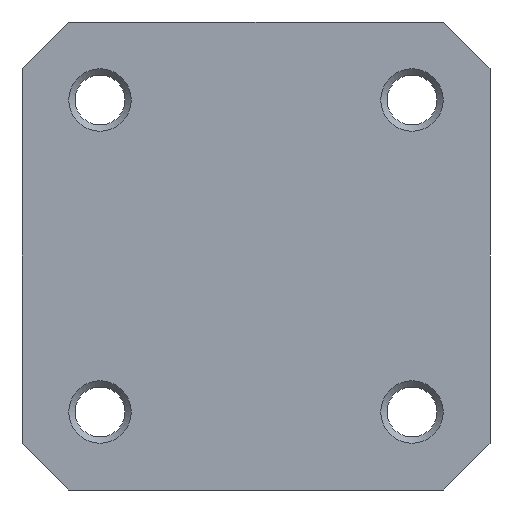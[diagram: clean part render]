
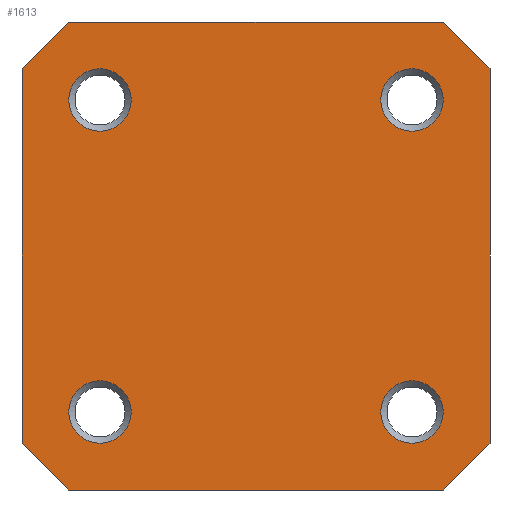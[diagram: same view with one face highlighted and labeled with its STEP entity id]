
A CAD part, left-side view. The second image highlights one B-rep face of the part: STEP entity #1613.
In plain terms, the highlighted planar face has unit normal (-1, 0, 0).
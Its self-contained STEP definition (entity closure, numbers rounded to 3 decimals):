
#20=FACE_BOUND('',#248,.T.);
#21=FACE_BOUND('',#249,.T.);
#22=FACE_BOUND('',#250,.T.);
#23=FACE_BOUND('',#251,.T.);
#50=CIRCLE('',#1695,2.);
#53=CIRCLE('',#1700,2.);
#68=CIRCLE('',#1737,2.);
#70=CIRCLE('',#1740,2.);
#154=FACE_OUTER_BOUND('',#247,.T.);
#247=EDGE_LOOP('',(#1327,#1328,#1329,#1330,#1331,#1332,#1333,#1334));
#248=EDGE_LOOP('',(#1335));
#249=EDGE_LOOP('',(#1336));
#250=EDGE_LOOP('',(#1337));
#251=EDGE_LOOP('',(#1338));
#387=LINE('',#2465,#575);
#389=LINE('',#2469,#577);
#402=LINE('',#2492,#590);
#426=LINE('',#2561,#614);
#427=LINE('',#2563,#615);
#428=LINE('',#2565,#616);
#429=LINE('',#2566,#617);
#430=LINE('',#2567,#618);
#575=VECTOR('',#1998,10.);
#577=VECTOR('',#2002,10.);
#590=VECTOR('',#2017,10.);
#614=VECTOR('',#2091,10.);
#615=VECTOR('',#2092,10.);
#616=VECTOR('',#2093,10.);
#617=VECTOR('',#2094,10.);
#618=VECTOR('',#2095,10.);
#728=VERTEX_POINT('',#2425);
#731=VERTEX_POINT('',#2435);
#740=VERTEX_POINT('',#2462);
#741=VERTEX_POINT('',#2464);
#742=VERTEX_POINT('',#2468);
#751=VERTEX_POINT('',#2491);
#768=VERTEX_POINT('',#2553);
#770=VERTEX_POINT('',#2559);
#771=VERTEX_POINT('',#2560);
#772=VERTEX_POINT('',#2562);
#773=VERTEX_POINT('',#2564);
#774=VERTEX_POINT('',#2568);
#903=EDGE_CURVE('',#728,#728,#50,.T.);
#908=EDGE_CURVE('',#731,#731,#53,.T.);
#921=EDGE_CURVE('',#741,#740,#387,.T.);
#923=EDGE_CURVE('',#742,#741,#389,.T.);
#936=EDGE_CURVE('',#751,#742,#402,.T.);
#967=EDGE_CURVE('',#768,#768,#68,.T.);
#970=EDGE_CURVE('',#770,#771,#426,.T.);
#971=EDGE_CURVE('',#772,#770,#427,.T.);
#972=EDGE_CURVE('',#773,#772,#428,.T.);
#973=EDGE_CURVE('',#751,#773,#429,.T.);
#974=EDGE_CURVE('',#740,#771,#430,.T.);
#975=EDGE_CURVE('',#774,#774,#70,.T.);
#1327=ORIENTED_EDGE('',*,*,#970,.F.);
#1328=ORIENTED_EDGE('',*,*,#971,.F.);
#1329=ORIENTED_EDGE('',*,*,#972,.F.);
#1330=ORIENTED_EDGE('',*,*,#973,.F.);
#1331=ORIENTED_EDGE('',*,*,#936,.T.);
#1332=ORIENTED_EDGE('',*,*,#923,.T.);
#1333=ORIENTED_EDGE('',*,*,#921,.T.);
#1334=ORIENTED_EDGE('',*,*,#974,.T.);
#1335=ORIENTED_EDGE('',*,*,#903,.T.);
#1336=ORIENTED_EDGE('',*,*,#908,.T.);
#1337=ORIENTED_EDGE('',*,*,#975,.F.);
#1338=ORIENTED_EDGE('',*,*,#967,.F.);
#1535=PLANE('',#1739);
#1613=ADVANCED_FACE('',(#154,#20,#21,#22,#23),#1535,.T.);
#1695=AXIS2_PLACEMENT_3D('',#2426,#1954,#1955);
#1700=AXIS2_PLACEMENT_3D('',#2436,#1966,#1967);
#1737=AXIS2_PLACEMENT_3D('',#2554,#2084,#2085);
#1739=AXIS2_PLACEMENT_3D('',#2558,#2089,#2090);
#1740=AXIS2_PLACEMENT_3D('',#2569,#2096,#2097);
#1954=DIRECTION('center_axis',(1.,0.,0.));
#1955=DIRECTION('ref_axis',(0.,1.,0.));
#1966=DIRECTION('center_axis',(1.,0.,0.));
#1967=DIRECTION('ref_axis',(0.,1.,0.));
#1998=DIRECTION('',(0.,-0.707,0.707));
#2002=DIRECTION('',(0.,-1.,0.));
#2017=DIRECTION('',(0.,-0.707,-0.707));
#2084=DIRECTION('center_axis',(-1.,0.,0.));
#2085=DIRECTION('ref_axis',(0.,1.,0.));
#2089=DIRECTION('center_axis',(-1.,0.,0.));
#2090=DIRECTION('ref_axis',(0.,-1.,0.));
#2091=DIRECTION('',(0.,-0.707,-0.707));
#2092=DIRECTION('',(0.,-1.,0.));
#2093=DIRECTION('',(0.,-0.707,0.707));
#2094=DIRECTION('',(0.,0.,1.));
#2095=DIRECTION('',(0.,0.,1.));
#2096=DIRECTION('center_axis',(-1.,0.,0.));
#2097=DIRECTION('ref_axis',(0.,1.,0.));
#2425=CARTESIAN_POINT('',(0.,8.,-10.));
#2426=CARTESIAN_POINT('Origin',(0.,10.,-10.));
#2435=CARTESIAN_POINT('',(0.,-12.,-10.));
#2436=CARTESIAN_POINT('Origin',(0.,-10.,-10.));
#2462=CARTESIAN_POINT('',(0.,-15.,-12.));
#2464=CARTESIAN_POINT('',(0.,-12.,-15.));
#2465=CARTESIAN_POINT('',(0.,-9.75,-17.25));
#2468=CARTESIAN_POINT('',(0.,12.,-15.));
#2469=CARTESIAN_POINT('',(0.,-15.,-15.));
#2491=CARTESIAN_POINT('',(0.,15.,-12.));
#2492=CARTESIAN_POINT('',(0.,17.25,-9.75));
#2553=CARTESIAN_POINT('',(0.,8.,10.));
#2554=CARTESIAN_POINT('Origin',(0.,10.,10.));
#2558=CARTESIAN_POINT('Origin',(0.,15.,0.));
#2559=CARTESIAN_POINT('',(0.,-12.,15.));
#2560=CARTESIAN_POINT('',(0.,-15.,12.));
#2561=CARTESIAN_POINT('',(0.,-9.75,17.25));
#2562=CARTESIAN_POINT('',(0.,12.,15.));
#2563=CARTESIAN_POINT('',(0.,-15.,15.));
#2564=CARTESIAN_POINT('',(0.,15.,12.));
#2565=CARTESIAN_POINT('',(0.,17.25,9.75));
#2566=CARTESIAN_POINT('',(0.,15.,0.));
#2567=CARTESIAN_POINT('',(0.,-15.,0.));
#2568=CARTESIAN_POINT('',(0.,-12.,10.));
#2569=CARTESIAN_POINT('Origin',(0.,-10.,10.));
